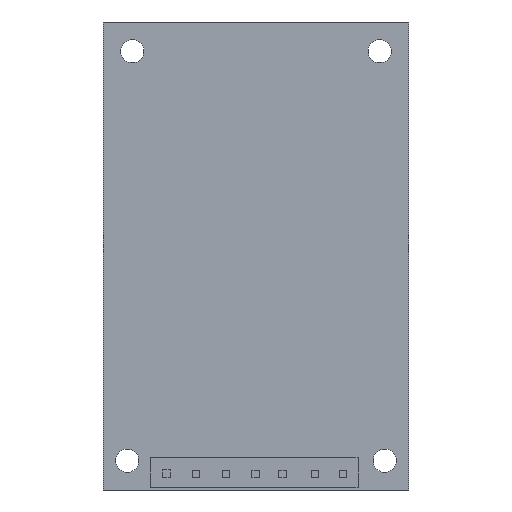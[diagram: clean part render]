
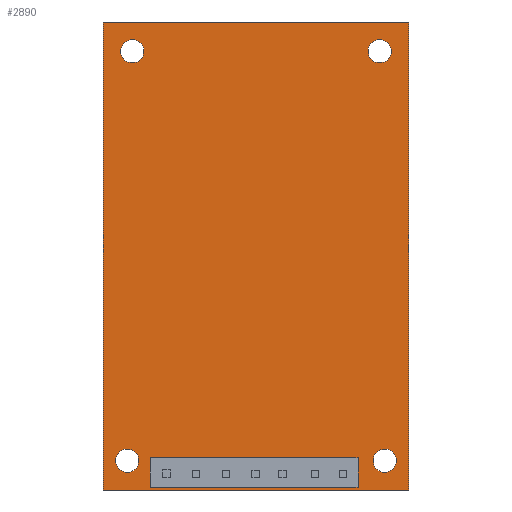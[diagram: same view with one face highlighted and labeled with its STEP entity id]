
A CAD part, front view. The second image highlights one B-rep face of the part: STEP entity #2890.
In plain terms, the highlighted planar face has unit normal (0, -1, 0).
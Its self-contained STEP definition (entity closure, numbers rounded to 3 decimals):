
#42 = CARTESIAN_POINT ( 'NONE',  ( 8.74, 0., -17.28 ) ) ;
#132 = DIRECTION ( 'NONE',  ( 1., 0., 0. ) ) ;
#136 = VECTOR ( 'NONE', #4651, 1000. ) ;
#175 = EDGE_CURVE ( 'NONE', #3440, #1986, #2428, .T. ) ;
#190 = DIRECTION ( 'NONE',  ( 0., 1., 0. ) ) ;
#236 = EDGE_CURVE ( 'NONE', #851, #1861, #1469, .T. ) ;
#326 = DIRECTION ( 'NONE',  ( 0., 1., 0. ) ) ;
#347 = EDGE_LOOP ( 'NONE', ( #996, #2434, #4377, #1603 ) ) ;
#424 = VERTEX_POINT ( 'NONE', #728 ) ;
#436 = CARTESIAN_POINT ( 'NONE',  ( -13.1, 0., 0. ) ) ;
#442 = VECTOR ( 'NONE', #132, 1000. ) ;
#550 = CARTESIAN_POINT ( 'NONE',  ( 0., 0., -20.05 ) ) ;
#652 = CARTESIAN_POINT ( 'NONE',  ( 10.6, 0., 18.55 ) ) ;
#688 = DIRECTION ( 'NONE',  ( 0., 1., 0. ) ) ;
#724 = DIRECTION ( 'NONE',  ( 0., 0., -1. ) ) ;
#727 = EDGE_CURVE ( 'NONE', #424, #4161, #3607, .T. ) ;
#728 = CARTESIAN_POINT ( 'NONE',  ( -11.04, 0., -16.55 ) ) ;
#732 = EDGE_CURVE ( 'NONE', #785, #759, #4001, .T. ) ;
#734 = CARTESIAN_POINT ( 'NONE',  ( 13.1, 0., -20.05 ) ) ;
#756 = DIRECTION ( 'NONE',  ( 0., 0., 1. ) ) ;
#759 = VERTEX_POINT ( 'NONE', #2600 ) ;
#781 = VERTEX_POINT ( 'NONE', #1126 ) ;
#785 = VERTEX_POINT ( 'NONE', #1860 ) ;
#806 = LINE ( 'NONE', #2212, #1096 ) ;
#834 = VECTOR ( 'NONE', #1037, 1000. ) ;
#851 = VERTEX_POINT ( 'NONE', #2927 ) ;
#916 = CARTESIAN_POINT ( 'NONE',  ( 13.1, 0., 0. ) ) ;
#996 = ORIENTED_EDGE ( 'NONE', *, *, #1772, .F. ) ;
#1037 = DIRECTION ( 'NONE',  ( -1., 0., 0. ) ) ;
#1047 = FACE_BOUND ( 'NONE', #1949, .T. ) ;
#1088 = FACE_BOUND ( 'NONE', #3811, .T. ) ;
#1096 = VECTOR ( 'NONE', #3652, 1000. ) ;
#1107 = CARTESIAN_POINT ( 'NONE',  ( 0., 0., -19.82 ) ) ;
#1126 = CARTESIAN_POINT ( 'NONE',  ( 8.74, 0., -19.82 ) ) ;
#1127 = CIRCLE ( 'NONE', #1582, 1. ) ;
#1145 = LINE ( 'NONE', #436, #2012 ) ;
#1267 = CARTESIAN_POINT ( 'NONE',  ( -10.6, 0., 18.55 ) ) ;
#1338 = DIRECTION ( 'NONE',  ( 0., 1., 0. ) ) ;
#1404 = ORIENTED_EDGE ( 'NONE', *, *, #4009, .F. ) ;
#1418 = EDGE_CURVE ( 'NONE', #4579, #3094, #1634, .T. ) ;
#1420 = AXIS2_PLACEMENT_3D ( 'NONE', #2079, #326, #3591 ) ;
#1459 = CARTESIAN_POINT ( 'NONE',  ( 10.6, 0., 17.55 ) ) ;
#1466 = VECTOR ( 'NONE', #3451, 1000. ) ;
#1469 = CIRCLE ( 'NONE', #4100, 1. ) ;
#1494 = AXIS2_PLACEMENT_3D ( 'NONE', #3075, #2047, #2733 ) ;
#1495 = CARTESIAN_POINT ( 'NONE',  ( -10.6, 0., 17.55 ) ) ;
#1499 = LINE ( 'NONE', #2866, #136 ) ;
#1519 = ORIENTED_EDGE ( 'NONE', *, *, #2332, .T. ) ;
#1572 = AXIS2_PLACEMENT_3D ( 'NONE', #2718, #1338, #3509 ) ;
#1582 = AXIS2_PLACEMENT_3D ( 'NONE', #1495, #2537, #4295 ) ;
#1603 = ORIENTED_EDGE ( 'NONE', *, *, #732, .T. ) ;
#1633 = VERTEX_POINT ( 'NONE', #2479 ) ;
#1634 = LINE ( 'NONE', #916, #1466 ) ;
#1669 = CARTESIAN_POINT ( 'NONE',  ( 13.1, 0., 20.05 ) ) ;
#1703 = ORIENTED_EDGE ( 'NONE', *, *, #4468, .T. ) ;
#1704 = CARTESIAN_POINT ( 'NONE',  ( -10.6, 0., 16.55 ) ) ;
#1738 = CIRCLE ( 'NONE', #2390, 1. ) ;
#1739 = VERTEX_POINT ( 'NONE', #42 ) ;
#1772 = EDGE_CURVE ( 'NONE', #1739, #759, #806, .T. ) ;
#1860 = CARTESIAN_POINT ( 'NONE',  ( -9.04, 0., -19.82 ) ) ;
#1861 = VERTEX_POINT ( 'NONE', #2128 ) ;
#1949 = EDGE_LOOP ( 'NONE', ( #2857, #4547 ) ) ;
#1986 = VERTEX_POINT ( 'NONE', #1704 ) ;
#2012 = VECTOR ( 'NONE', #724, 1000. ) ;
#2047 = DIRECTION ( 'NONE',  ( 0., 1., 0. ) ) ;
#2079 = CARTESIAN_POINT ( 'NONE',  ( 0., 0., 0. ) ) ;
#2100 = PLANE ( 'NONE',  #1420 ) ;
#2115 = DIRECTION ( 'NONE',  ( 0., 0., 1. ) ) ;
#2128 = CARTESIAN_POINT ( 'NONE',  ( 11.04, 0., -18.55 ) ) ;
#2149 = EDGE_LOOP ( 'NONE', ( #3980, #4115 ) ) ;
#2151 = FACE_BOUND ( 'NONE', #2149, .T. ) ;
#2212 = CARTESIAN_POINT ( 'NONE',  ( 0., 0., -17.28 ) ) ;
#2214 = DIRECTION ( 'NONE',  ( 0., 0., 1. ) ) ;
#2272 = VERTEX_POINT ( 'NONE', #652 ) ;
#2332 = EDGE_CURVE ( 'NONE', #3367, #1633, #1145, .T. ) ;
#2366 = CIRCLE ( 'NONE', #1494, 1. ) ;
#2378 = ORIENTED_EDGE ( 'NONE', *, *, #1418, .F. ) ;
#2386 = LINE ( 'NONE', #3864, #3893 ) ;
#2389 = DIRECTION ( 'NONE',  ( 0., 1., 0. ) ) ;
#2390 = AXIS2_PLACEMENT_3D ( 'NONE', #2726, #2389, #4174 ) ;
#2428 = CIRCLE ( 'NONE', #2662, 1. ) ;
#2434 = ORIENTED_EDGE ( 'NONE', *, *, #3298, .T. ) ;
#2443 = FACE_BOUND ( 'NONE', #3112, .T. ) ;
#2479 = CARTESIAN_POINT ( 'NONE',  ( -13.1, 0., -20.05 ) ) ;
#2507 = CARTESIAN_POINT ( 'NONE',  ( -9.04, 0., 0. ) ) ;
#2537 = DIRECTION ( 'NONE',  ( 0., 1., 0. ) ) ;
#2593 = EDGE_CURVE ( 'NONE', #1986, #3440, #1127, .T. ) ;
#2600 = CARTESIAN_POINT ( 'NONE',  ( -9.04, 0., -17.28 ) ) ;
#2646 = ORIENTED_EDGE ( 'NONE', *, *, #3772, .T. ) ;
#2662 = AXIS2_PLACEMENT_3D ( 'NONE', #3447, #190, #3091 ) ;
#2701 = VERTEX_POINT ( 'NONE', #3565 ) ;
#2714 = AXIS2_PLACEMENT_3D ( 'NONE', #3903, #2831, #2214 ) ;
#2718 = CARTESIAN_POINT ( 'NONE',  ( 10.6, 0., 17.55 ) ) ;
#2726 = CARTESIAN_POINT ( 'NONE',  ( 11.04, 0., -17.55 ) ) ;
#2733 = DIRECTION ( 'NONE',  ( 0., 0., 1. ) ) ;
#2777 = AXIS2_PLACEMENT_3D ( 'NONE', #1459, #688, #756 ) ;
#2831 = DIRECTION ( 'NONE',  ( 0., 1., 0. ) ) ;
#2850 = CIRCLE ( 'NONE', #2777, 1. ) ;
#2857 = ORIENTED_EDGE ( 'NONE', *, *, #2593, .T. ) ;
#2866 = CARTESIAN_POINT ( 'NONE',  ( 0., 0., 20.05 ) ) ;
#2890 = ADVANCED_FACE ( 'NONE', ( #4316, #1047, #1088, #2151, #2443, #3962 ), #2100, .F. ) ;
#2895 = ORIENTED_EDGE ( 'NONE', *, *, #3933, .T. ) ;
#2907 = DIRECTION ( 'NONE',  ( 0., 0., 1. ) ) ;
#2927 = CARTESIAN_POINT ( 'NONE',  ( 11.04, 0., -16.55 ) ) ;
#3005 = CARTESIAN_POINT ( 'NONE',  ( -11.04, 0., -18.55 ) ) ;
#3046 = EDGE_CURVE ( 'NONE', #781, #785, #3178, .T. ) ;
#3075 = CARTESIAN_POINT ( 'NONE',  ( -11.04, 0., -17.55 ) ) ;
#3091 = DIRECTION ( 'NONE',  ( 0., 0., 1. ) ) ;
#3094 = VERTEX_POINT ( 'NONE', #734 ) ;
#3112 = EDGE_LOOP ( 'NONE', ( #2895, #4221 ) ) ;
#3178 = LINE ( 'NONE', #1107, #834 ) ;
#3197 = EDGE_LOOP ( 'NONE', ( #1404, #1519, #2646, #2378 ) ) ;
#3298 = EDGE_CURVE ( 'NONE', #1739, #781, #2386, .T. ) ;
#3340 = LINE ( 'NONE', #550, #442 ) ;
#3367 = VERTEX_POINT ( 'NONE', #4643 ) ;
#3430 = CIRCLE ( 'NONE', #1572, 1. ) ;
#3440 = VERTEX_POINT ( 'NONE', #1267 ) ;
#3447 = CARTESIAN_POINT ( 'NONE',  ( -10.6, 0., 17.55 ) ) ;
#3451 = DIRECTION ( 'NONE',  ( 0., 0., -1. ) ) ;
#3509 = DIRECTION ( 'NONE',  ( 0., 0., 1. ) ) ;
#3532 = DIRECTION ( 'NONE',  ( 0., 0., -1. ) ) ;
#3565 = CARTESIAN_POINT ( 'NONE',  ( 10.6, 0., 16.55 ) ) ;
#3570 = EDGE_CURVE ( 'NONE', #2272, #2701, #3430, .T. ) ;
#3591 = DIRECTION ( 'NONE',  ( 0., 0., 1. ) ) ;
#3607 = CIRCLE ( 'NONE', #2714, 1. ) ;
#3652 = DIRECTION ( 'NONE',  ( -1., 0., 0. ) ) ;
#3772 = EDGE_CURVE ( 'NONE', #1633, #3094, #3340, .T. ) ;
#3811 = EDGE_LOOP ( 'NONE', ( #1703, #3838 ) ) ;
#3838 = ORIENTED_EDGE ( 'NONE', *, *, #3570, .T. ) ;
#3864 = CARTESIAN_POINT ( 'NONE',  ( 8.74, 0., 0. ) ) ;
#3893 = VECTOR ( 'NONE', #3532, 1000. ) ;
#3903 = CARTESIAN_POINT ( 'NONE',  ( -11.04, 0., -17.55 ) ) ;
#3933 = EDGE_CURVE ( 'NONE', #4161, #424, #2366, .T. ) ;
#3936 = DIRECTION ( 'NONE',  ( 0., 1., 0. ) ) ;
#3962 = FACE_BOUND ( 'NONE', #347, .T. ) ;
#3980 = ORIENTED_EDGE ( 'NONE', *, *, #4181, .T. ) ;
#3984 = CARTESIAN_POINT ( 'NONE',  ( 11.04, 0., -17.55 ) ) ;
#4001 = LINE ( 'NONE', #2507, #4227 ) ;
#4009 = EDGE_CURVE ( 'NONE', #3367, #4579, #1499, .T. ) ;
#4100 = AXIS2_PLACEMENT_3D ( 'NONE', #3984, #3936, #2907 ) ;
#4115 = ORIENTED_EDGE ( 'NONE', *, *, #236, .T. ) ;
#4161 = VERTEX_POINT ( 'NONE', #3005 ) ;
#4174 = DIRECTION ( 'NONE',  ( 0., 0., 1. ) ) ;
#4181 = EDGE_CURVE ( 'NONE', #1861, #851, #1738, .T. ) ;
#4221 = ORIENTED_EDGE ( 'NONE', *, *, #727, .T. ) ;
#4227 = VECTOR ( 'NONE', #2115, 1000. ) ;
#4295 = DIRECTION ( 'NONE',  ( 0., 0., 1. ) ) ;
#4316 = FACE_OUTER_BOUND ( 'NONE', #3197, .T. ) ;
#4377 = ORIENTED_EDGE ( 'NONE', *, *, #3046, .T. ) ;
#4468 = EDGE_CURVE ( 'NONE', #2701, #2272, #2850, .T. ) ;
#4547 = ORIENTED_EDGE ( 'NONE', *, *, #175, .T. ) ;
#4579 = VERTEX_POINT ( 'NONE', #1669 ) ;
#4643 = CARTESIAN_POINT ( 'NONE',  ( -13.1, 0., 20.05 ) ) ;
#4651 = DIRECTION ( 'NONE',  ( 1., 0., 0. ) ) ;
